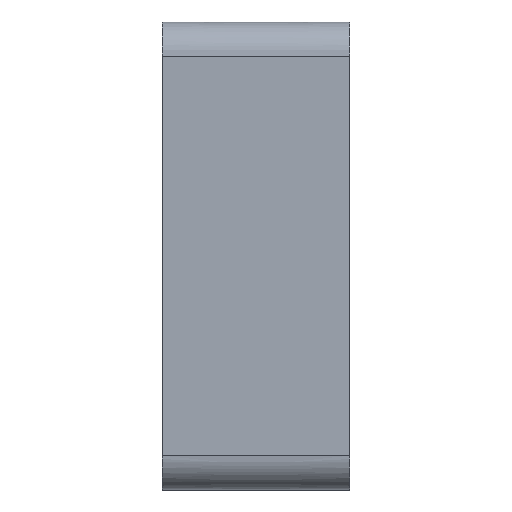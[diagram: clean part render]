
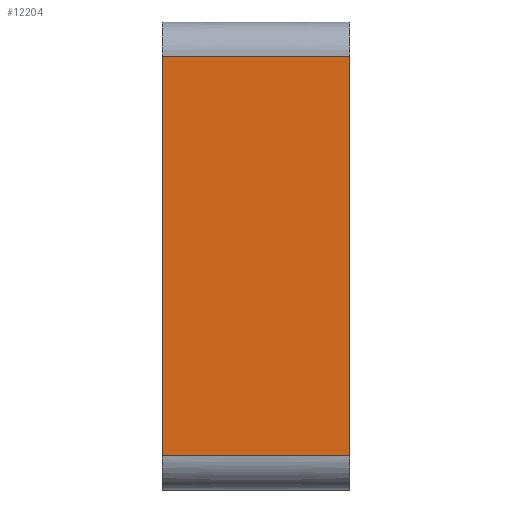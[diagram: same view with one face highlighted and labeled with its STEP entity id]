
A CAD part, left-side view. The second image highlights one B-rep face of the part: STEP entity #12204.
In plain terms, the highlighted planar face has unit normal (-1, 0, 0).
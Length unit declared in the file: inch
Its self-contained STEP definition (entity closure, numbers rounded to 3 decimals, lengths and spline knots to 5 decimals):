
#7854 = PLANE ( 'NONE',  #7895 ) ;
#7855 = LINE ( 'NONE', #7891, #7890 ) ;
#7856 = FACE_OUTER_BOUND ( 'NONE', #12205, .T. ) ;
#7873 = DIRECTION ( 'NONE',  ( 0., 0., 1. ) ) ;
#7874 = VECTOR ( 'NONE', #7873, 39.37008 ) ;
#7875 = CARTESIAN_POINT ( 'NONE',  ( -4.8649, 0., -3.22015 ) ) ;
#7876 = LINE ( 'NONE', #7875, #7874 ) ;
#7877 = CARTESIAN_POINT ( 'NONE',  ( -4.8649, 0., 3.22024 ) ) ;
#7878 = DIRECTION ( 'NONE',  ( 0., 1., 0. ) ) ;
#7879 = VECTOR ( 'NONE', #7878, 39.37008 ) ;
#7880 = CARTESIAN_POINT ( 'NONE',  ( -4.8649, -15.44537, 3.22024 ) ) ;
#7881 = CARTESIAN_POINT ( 'NONE',  ( -4.8649, -3.03, 3.22024 ) ) ;
#7882 = DIRECTION ( 'NONE',  ( 0., 0., 1. ) ) ;
#7883 = VECTOR ( 'NONE', #7882, 39.37008 ) ;
#7884 = CARTESIAN_POINT ( 'NONE',  ( -4.8649, -3.03, -3.22015 ) ) ;
#7885 = LINE ( 'NONE', #7884, #7883 ) ;
#7886 = LINE ( 'NONE', #7880, #7879 ) ;
#7887 = CARTESIAN_POINT ( 'NONE',  ( -4.8649, 0., -3.22015 ) ) ;
#7888 = CARTESIAN_POINT ( 'NONE',  ( -4.8649, -3.03, -3.22015 ) ) ;
#7889 = DIRECTION ( 'NONE',  ( 0., 1., 0. ) ) ;
#7890 = VECTOR ( 'NONE', #7889, 39.37008 ) ;
#7891 = CARTESIAN_POINT ( 'NONE',  ( -4.8649, -15.44537, -3.22015 ) ) ;
#7892 = DIRECTION ( 'NONE',  ( 0., 0., 1. ) ) ;
#7893 = DIRECTION ( 'NONE',  ( -1., 0., 0. ) ) ;
#7894 = CARTESIAN_POINT ( 'NONE',  ( -4.8649, -15.44537, -3.22015 ) ) ;
#7895 = AXIS2_PLACEMENT_3D ( 'NONE', #7894, #7893, #7892 ) ;
#12204 = ADVANCED_FACE ( 'NONE', ( #7856 ), #7854, .T. ) ;
#12205 = EDGE_LOOP ( 'NONE', ( #12206, #12210, #12213, #12216 ) ) ;
#12206 = ORIENTED_EDGE ( 'NONE', *, *, #12207, .F. ) ;
#12207 = EDGE_CURVE ( 'NONE', #12208, #12209, #7855, .T. ) ;
#12208 = VERTEX_POINT ( 'NONE', #7888 ) ;
#12209 = VERTEX_POINT ( 'NONE', #7887 ) ;
#12210 = ORIENTED_EDGE ( 'NONE', *, *, #12211, .T. ) ;
#12211 = EDGE_CURVE ( 'NONE', #12208, #12212, #7885, .T. ) ;
#12212 = VERTEX_POINT ( 'NONE', #7881 ) ;
#12213 = ORIENTED_EDGE ( 'NONE', *, *, #12214, .T. ) ;
#12214 = EDGE_CURVE ( 'NONE', #12212, #12215, #7886, .T. ) ;
#12215 = VERTEX_POINT ( 'NONE', #7877 ) ;
#12216 = ORIENTED_EDGE ( 'NONE', *, *, #12217, .F. ) ;
#12217 = EDGE_CURVE ( 'NONE', #12209, #12215, #7876, .T. ) ;
